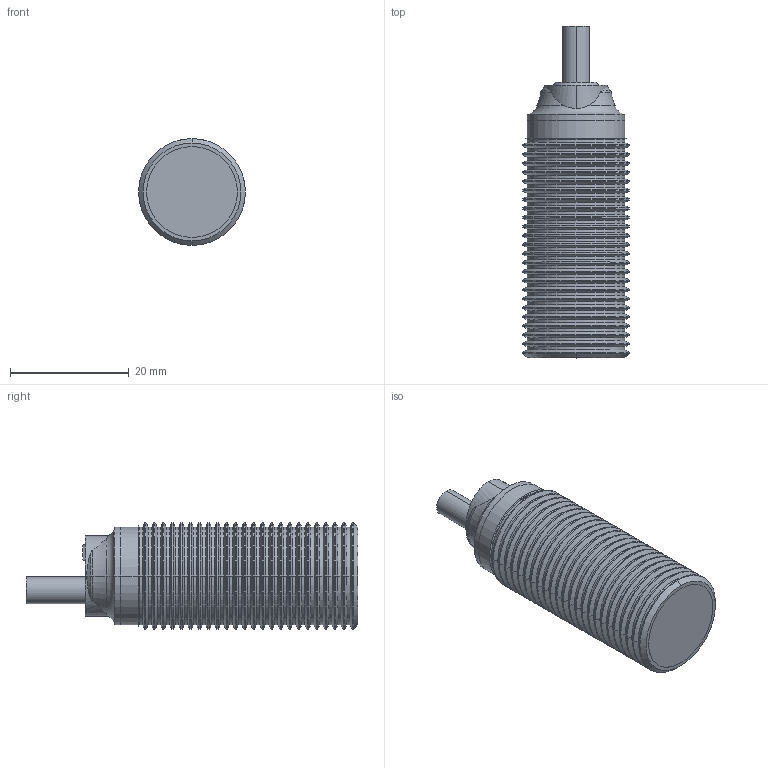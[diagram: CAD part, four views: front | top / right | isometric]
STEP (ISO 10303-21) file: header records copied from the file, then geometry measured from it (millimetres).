
FILE_DESCRIPTION(('STEP AP214'),'1');
FILE_NAME('cctmp_33234841-D81A-490E-9E2D-D6D419BB01F4_2021_2_23_11_42_10_775..stp','2021-02-23T10:42:11',('Pepperl+Fuchs GmbH'),('CADClick - www.CADClick.com'),'Spatial InterOp 3D',' ','unknown authorization');
FILE_SCHEMA(('AUTOMOTIVE_DESIGN { 1 0 10303 214 1 1 1 1 }'));
Length unit declared in the file: millimetre
Products named in the file (1): 1
Bounding box: 18 x 55.91 x 18 mm (x, y, z)
Volume: 10122.1 mm3; surface area: 4306.6 mm2
Topology: 2 solids, 2 shells, 242 faces, 501 edges, 268 vertices
Faces by surface type: cylinder 110, cone 107, plane 13, torus 10, bspline 2
Entity records: 8457 total; most frequent: CARTESIAN_POINT 1300, DIRECTION 1217, ORIENTED_EDGE 1000, EDGE_CURVE 500, AXIS2_PLACEMENT_3D 497, VERTEX_POINT 268, CIRCLE 253, EDGE_LOOP 248
